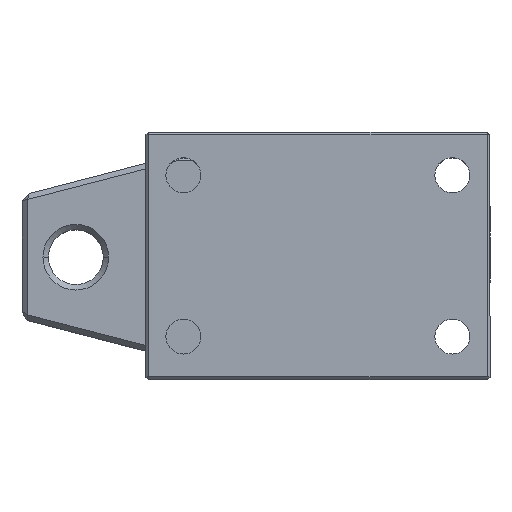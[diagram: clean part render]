
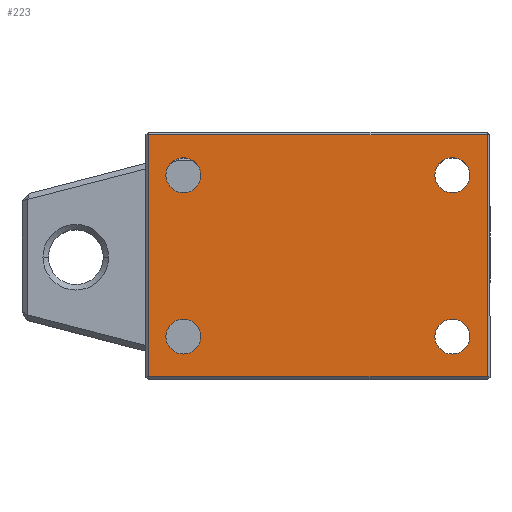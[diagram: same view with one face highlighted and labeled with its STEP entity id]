
A CAD part, top view. The second image highlights one B-rep face of the part: STEP entity #223.
In plain terms, the highlighted planar face has unit normal (0, 0, 1).
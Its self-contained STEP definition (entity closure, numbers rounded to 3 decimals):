
#131 = CARTESIAN_POINT ( 'NONE',  ( -32., 22.5, 18. ) ) ;
#149 = DIRECTION ( 'NONE',  ( 1., 0., 0. ) ) ;
#203 = CIRCLE ( 'NONE', #2846, 3.25 ) ;
#223 = ADVANCED_FACE ( 'NONE', ( #11609, #11912, #1460, #4062, #3754 ), #6236, .T. ) ;
#470 = CARTESIAN_POINT ( 'NONE',  ( 25., -15., 18. ) ) ;
#656 = CARTESIAN_POINT ( 'NONE',  ( -25., 15., 18. ) ) ;
#821 = EDGE_LOOP ( 'NONE', ( #6262, #3128, #2364, #10706 ) ) ;
#1104 = DIRECTION ( 'NONE',  ( -1., 0., 0. ) ) ;
#1255 = VERTEX_POINT ( 'NONE', #8907 ) ;
#1382 = EDGE_CURVE ( 'NONE', #2421, #8525, #203, .T. ) ;
#1438 = VERTEX_POINT ( 'NONE', #2276 ) ;
#1460 = FACE_BOUND ( 'NONE', #6978, .T. ) ;
#1479 = DIRECTION ( 'NONE',  ( 1., 0., 0. ) ) ;
#1664 = DIRECTION ( 'NONE',  ( 1., 0., 0. ) ) ;
#1735 = VERTEX_POINT ( 'NONE', #3633 ) ;
#1839 = CARTESIAN_POINT ( 'NONE',  ( 21.75, -15., 18. ) ) ;
#2141 = AXIS2_PLACEMENT_3D ( 'NONE', #10507, #4638, #11502 ) ;
#2276 = CARTESIAN_POINT ( 'NONE',  ( 31.5, -22.5, 18. ) ) ;
#2332 = CARTESIAN_POINT ( 'NONE',  ( -25., 15., 18. ) ) ;
#2355 = VERTEX_POINT ( 'NONE', #1839 ) ;
#2364 = ORIENTED_EDGE ( 'NONE', *, *, #2688, .T. ) ;
#2421 = VERTEX_POINT ( 'NONE', #5868 ) ;
#2440 = CARTESIAN_POINT ( 'NONE',  ( -21.75, 15., 18. ) ) ;
#2688 = EDGE_CURVE ( 'NONE', #12549, #10370, #3070, .T. ) ;
#2769 = EDGE_CURVE ( 'NONE', #3895, #1255, #10318, .T. ) ;
#2786 = LINE ( 'NONE', #131, #12617 ) ;
#2846 = AXIS2_PLACEMENT_3D ( 'NONE', #10073, #4159, #11039 ) ;
#2890 = AXIS2_PLACEMENT_3D ( 'NONE', #470, #7412, #1479 ) ;
#3070 = LINE ( 'NONE', #6394, #10606 ) ;
#3128 = ORIENTED_EDGE ( 'NONE', *, *, #8480, .T. ) ;
#3139 = ORIENTED_EDGE ( 'NONE', *, *, #10414, .F. ) ;
#3309 = DIRECTION ( 'NONE',  ( 1., 0., 0. ) ) ;
#3633 = CARTESIAN_POINT ( 'NONE',  ( 31.5, 22.5, 18. ) ) ;
#3730 = ORIENTED_EDGE ( 'NONE', *, *, #1382, .F. ) ;
#3754 = FACE_OUTER_BOUND ( 'NONE', #821, .T. ) ;
#3825 = CARTESIAN_POINT ( 'NONE',  ( -31.5, 22.5, 18. ) ) ;
#3895 = VERTEX_POINT ( 'NONE', #9584 ) ;
#3954 = DIRECTION ( 'NONE',  ( 0., 1., 0. ) ) ;
#3996 = CARTESIAN_POINT ( 'NONE',  ( 31.5, 23., 18. ) ) ;
#4062 = FACE_BOUND ( 'NONE', #9313, .T. ) ;
#4159 = DIRECTION ( 'NONE',  ( 0., 0., 1. ) ) ;
#4186 = EDGE_CURVE ( 'NONE', #2355, #4189, #11996, .T. ) ;
#4189 = VERTEX_POINT ( 'NONE', #4410 ) ;
#4259 = CARTESIAN_POINT ( 'NONE',  ( -25., -15., 18. ) ) ;
#4365 = EDGE_LOOP ( 'NONE', ( #12620, #9361 ) ) ;
#4410 = CARTESIAN_POINT ( 'NONE',  ( 28.25, -15., 18. ) ) ;
#4638 = DIRECTION ( 'NONE',  ( 0., 0., 1. ) ) ;
#5207 = DIRECTION ( 'NONE',  ( 0., 0., 1. ) ) ;
#5266 = DIRECTION ( 'NONE',  ( 1., 0., 0. ) ) ;
#5496 = ORIENTED_EDGE ( 'NONE', *, *, #9152, .F. ) ;
#5868 = CARTESIAN_POINT ( 'NONE',  ( 28.25, 15., 18. ) ) ;
#5918 = CARTESIAN_POINT ( 'NONE',  ( 32., -22.5, 18. ) ) ;
#6051 = LINE ( 'NONE', #5918, #11247 ) ;
#6084 = DIRECTION ( 'NONE',  ( 0., 0., 1. ) ) ;
#6236 = PLANE ( 'NONE',  #9787 ) ;
#6262 = ORIENTED_EDGE ( 'NONE', *, *, #12744, .T. ) ;
#6394 = CARTESIAN_POINT ( 'NONE',  ( -31.5, -23., 18. ) ) ;
#6495 = CIRCLE ( 'NONE', #10728, 3.25 ) ;
#6836 = DIRECTION ( 'NONE',  ( 0., 0., 1. ) ) ;
#6884 = ORIENTED_EDGE ( 'NONE', *, *, #10772, .F. ) ;
#6978 = EDGE_LOOP ( 'NONE', ( #3730, #6884 ) ) ;
#7077 = CIRCLE ( 'NONE', #10258, 3.25 ) ;
#7113 = EDGE_CURVE ( 'NONE', #9321, #9514, #12139, .T. ) ;
#7133 = CARTESIAN_POINT ( 'NONE',  ( 21.75, 15., 18. ) ) ;
#7201 = LINE ( 'NONE', #3996, #11470 ) ;
#7278 = CARTESIAN_POINT ( 'NONE',  ( -28.25, 15., 18. ) ) ;
#7412 = DIRECTION ( 'NONE',  ( 0., 0., 1. ) ) ;
#7477 = ORIENTED_EDGE ( 'NONE', *, *, #4186, .F. ) ;
#7593 = DIRECTION ( 'NONE',  ( 0., 0., 1. ) ) ;
#7740 = CIRCLE ( 'NONE', #11960, 3.25 ) ;
#8406 = EDGE_LOOP ( 'NONE', ( #5496, #7477 ) ) ;
#8480 = EDGE_CURVE ( 'NONE', #1735, #12549, #2786, .T. ) ;
#8525 = VERTEX_POINT ( 'NONE', #7133 ) ;
#8558 = AXIS2_PLACEMENT_3D ( 'NONE', #656, #7593, #1664 ) ;
#8907 = CARTESIAN_POINT ( 'NONE',  ( -28.25, -15., 18. ) ) ;
#9059 = EDGE_CURVE ( 'NONE', #10370, #1438, #6051, .T. ) ;
#9152 = EDGE_CURVE ( 'NONE', #4189, #2355, #7740, .T. ) ;
#9232 = DIRECTION ( 'NONE',  ( 0., 0., 1. ) ) ;
#9313 = EDGE_LOOP ( 'NONE', ( #11036, #3139 ) ) ;
#9321 = VERTEX_POINT ( 'NONE', #2440 ) ;
#9361 = ORIENTED_EDGE ( 'NONE', *, *, #10220, .F. ) ;
#9514 = VERTEX_POINT ( 'NONE', #7278 ) ;
#9584 = CARTESIAN_POINT ( 'NONE',  ( -21.75, -15., 18. ) ) ;
#9787 = AXIS2_PLACEMENT_3D ( 'NONE', #11863, #6836, #10747 ) ;
#9863 = DIRECTION ( 'NONE',  ( 1., 0., 0. ) ) ;
#10073 = CARTESIAN_POINT ( 'NONE',  ( 25., 15., 18. ) ) ;
#10220 = EDGE_CURVE ( 'NONE', #1255, #3895, #6495, .T. ) ;
#10258 = AXIS2_PLACEMENT_3D ( 'NONE', #11933, #6084, #149 ) ;
#10318 = CIRCLE ( 'NONE', #2141, 3.25 ) ;
#10370 = VERTEX_POINT ( 'NONE', #12285 ) ;
#10414 = EDGE_CURVE ( 'NONE', #9514, #9321, #10451, .T. ) ;
#10451 = CIRCLE ( 'NONE', #8558, 3.25 ) ;
#10507 = CARTESIAN_POINT ( 'NONE',  ( -25., -15., 18. ) ) ;
#10606 = VECTOR ( 'NONE', #11249, 1000. ) ;
#10706 = ORIENTED_EDGE ( 'NONE', *, *, #9059, .T. ) ;
#10728 = AXIS2_PLACEMENT_3D ( 'NONE', #4259, #11139, #5266 ) ;
#10747 = DIRECTION ( 'NONE',  ( 1., 0., 0. ) ) ;
#10772 = EDGE_CURVE ( 'NONE', #8525, #2421, #7077, .T. ) ;
#11036 = ORIENTED_EDGE ( 'NONE', *, *, #7113, .F. ) ;
#11039 = DIRECTION ( 'NONE',  ( 1., 0., 0. ) ) ;
#11076 = CARTESIAN_POINT ( 'NONE',  ( 25., -15., 18. ) ) ;
#11139 = DIRECTION ( 'NONE',  ( 0., 0., 1. ) ) ;
#11247 = VECTOR ( 'NONE', #9863, 1000. ) ;
#11249 = DIRECTION ( 'NONE',  ( 0., -1., 0. ) ) ;
#11470 = VECTOR ( 'NONE', #3954, 1000. ) ;
#11502 = DIRECTION ( 'NONE',  ( 1., 0., 0. ) ) ;
#11559 = AXIS2_PLACEMENT_3D ( 'NONE', #2332, #9232, #3309 ) ;
#11609 = FACE_BOUND ( 'NONE', #4365, .T. ) ;
#11863 = CARTESIAN_POINT ( 'NONE',  ( 0., 0., 18. ) ) ;
#11912 = FACE_BOUND ( 'NONE', #8406, .T. ) ;
#11933 = CARTESIAN_POINT ( 'NONE',  ( 25., 15., 18. ) ) ;
#11960 = AXIS2_PLACEMENT_3D ( 'NONE', #11076, #5207, #12073 ) ;
#11996 = CIRCLE ( 'NONE', #2890, 3.25 ) ;
#12073 = DIRECTION ( 'NONE',  ( 1., 0., 0. ) ) ;
#12139 = CIRCLE ( 'NONE', #11559, 3.25 ) ;
#12285 = CARTESIAN_POINT ( 'NONE',  ( -31.5, -22.5, 18. ) ) ;
#12549 = VERTEX_POINT ( 'NONE', #3825 ) ;
#12617 = VECTOR ( 'NONE', #1104, 1000. ) ;
#12620 = ORIENTED_EDGE ( 'NONE', *, *, #2769, .F. ) ;
#12744 = EDGE_CURVE ( 'NONE', #1438, #1735, #7201, .T. ) ;
